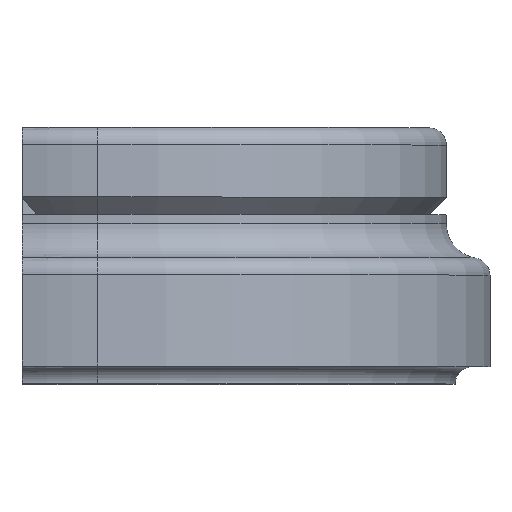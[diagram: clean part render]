
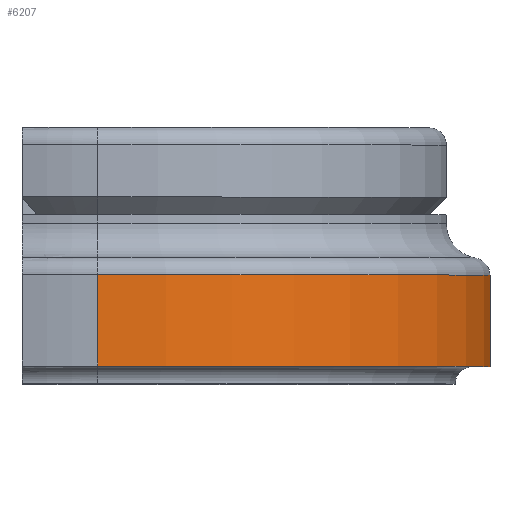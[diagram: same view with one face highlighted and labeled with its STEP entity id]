
A CAD part, top view. The second image highlights one B-rep face of the part: STEP entity #6207.
In plain terms, the highlighted cylindrical face has radius 22.5 mm (diameter 45 mm), a partial arc.
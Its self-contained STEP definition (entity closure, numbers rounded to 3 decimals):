
#213 = AXIS2_PLACEMENT_3D ( 'NONE', #5365, #216, #3335 ) ;
#216 = DIRECTION ( 'NONE',  ( 0., 1., 0. ) ) ;
#695 = DIRECTION ( 'NONE',  ( 0., -1., 0. ) ) ;
#814 = ORIENTED_EDGE ( 'NONE', *, *, #5216, .F. ) ;
#932 = DIRECTION ( 'NONE',  ( 0., -1., 0. ) ) ;
#1035 = VECTOR ( 'NONE', #4574, 1000. ) ;
#1416 = VERTEX_POINT ( 'NONE', #2647 ) ;
#1434 = VERTEX_POINT ( 'NONE', #3045 ) ;
#1462 = CIRCLE ( 'NONE', #5029, 22.5 ) ;
#1582 = VERTEX_POINT ( 'NONE', #6133 ) ;
#1622 = AXIS2_PLACEMENT_3D ( 'NONE', #3798, #695, #6343 ) ;
#1741 = VECTOR ( 'NONE', #932, 1000. ) ;
#1938 = LINE ( 'NONE', #5563, #1741 ) ;
#1981 = CARTESIAN_POINT ( 'NONE',  ( 0., 1., 22.5 ) ) ;
#2178 = DIRECTION ( 'NONE',  ( 0., -1., 0. ) ) ;
#2514 = CARTESIAN_POINT ( 'NONE',  ( 0., 20., -22.5 ) ) ;
#2647 = CARTESIAN_POINT ( 'NONE',  ( 0., 6.242, 22.5 ) ) ;
#3045 = CARTESIAN_POINT ( 'NONE',  ( 0., 6.242, -22.5 ) ) ;
#3335 = DIRECTION ( 'NONE',  ( 0., 0., 1. ) ) ;
#3798 = CARTESIAN_POINT ( 'NONE',  ( 0., 20., 0. ) ) ;
#3948 = ORIENTED_EDGE ( 'NONE', *, *, #5940, .T. ) ;
#4084 = EDGE_CURVE ( 'NONE', #1434, #1416, #1462, .T. ) ;
#4202 = DIRECTION ( 'NONE',  ( 0., 0., -1. ) ) ;
#4574 = DIRECTION ( 'NONE',  ( 0., -1., 0. ) ) ;
#4687 = EDGE_LOOP ( 'NONE', ( #5479, #6484, #3948, #814 ) ) ;
#4773 = VERTEX_POINT ( 'NONE', #1981 ) ;
#4874 = CIRCLE ( 'NONE', #213, 22.5 ) ;
#5029 = AXIS2_PLACEMENT_3D ( 'NONE', #5255, #2178, #4202 ) ;
#5216 = EDGE_CURVE ( 'NONE', #1434, #1582, #6244, .T. ) ;
#5255 = CARTESIAN_POINT ( 'NONE',  ( 0., 6.242, 0. ) ) ;
#5315 = FACE_OUTER_BOUND ( 'NONE', #4687, .T. ) ;
#5365 = CARTESIAN_POINT ( 'NONE',  ( 0., 1., 0. ) ) ;
#5479 = ORIENTED_EDGE ( 'NONE', *, *, #4084, .T. ) ;
#5563 = CARTESIAN_POINT ( 'NONE',  ( 0., 20., 22.5 ) ) ;
#5882 = CYLINDRICAL_SURFACE ( 'NONE', #1622, 22.5 ) ;
#5940 = EDGE_CURVE ( 'NONE', #4773, #1582, #4874, .T. ) ;
#6058 = EDGE_CURVE ( 'NONE', #1416, #4773, #1938, .T. ) ;
#6133 = CARTESIAN_POINT ( 'NONE',  ( 0., 1., -22.5 ) ) ;
#6207 = ADVANCED_FACE ( 'NONE', ( #5315 ), #5882, .T. ) ;
#6244 = LINE ( 'NONE', #2514, #1035 ) ;
#6343 = DIRECTION ( 'NONE',  ( 0., 0., -1. ) ) ;
#6484 = ORIENTED_EDGE ( 'NONE', *, *, #6058, .T. ) ;
